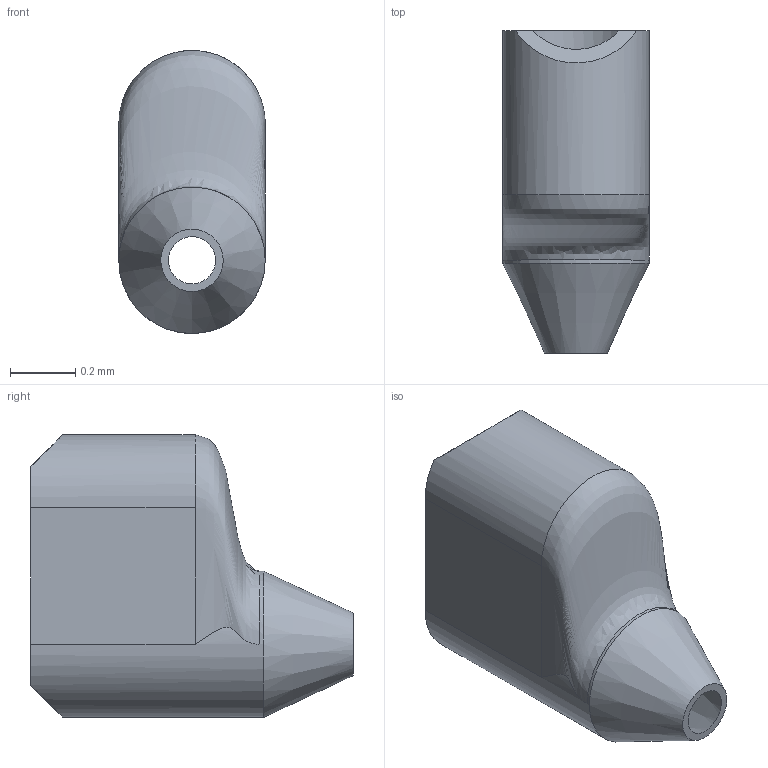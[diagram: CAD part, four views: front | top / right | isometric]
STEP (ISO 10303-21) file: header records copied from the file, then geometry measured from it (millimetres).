
FILE_DESCRIPTION(/* description */ (''),/* implementation_level */ '2;1');
FILE_NAME(/* name */ 'GDVN JK MV 180 145 180 71.stp',/* time_stamp */ '2023-05-30T15:00:09+02:00',/* author */ ('vakilim'),/* organization */ (''),/* preprocessor_version */ 'ST-DEVELOPER v19.2',/* originating_system */ 'Autodesk Inventor 2023',/* authorisation */ '');
FILE_SCHEMA (('AUTOMOTIVE_DESIGN { 1 0 10303 214 3 1 1 }'));
Length unit declared in the file: millimetre
Products named in the file (1): GDVN JK MV 180 145 180 71
Bounding box: 0.45 x 0.99 x 0.87 mm (x, y, z)
Volume: 0.1 mm3; surface area: 4.3 mm2
Topology: 1 solids, 1 shells, 66 faces, 202 edges, 131 vertices
Faces by surface type: plane 23, bspline 21, cylinder 18, cone 3, torus 1
Full cylindrical faces by diameter (mm): 0.18 x1, 0.2 x1, 0.22 x1, 0.35 x1, 0.366 x2, 0.45 x1
Entity records: 4920 total; most frequent: CARTESIAN_POINT 3203, ORIENTED_EDGE 404, DIRECTION 299, EDGE_CURVE 202, VERTEX_POINT 131, AXIS2_PLACEMENT_3D 121, B_SPLINE_CURVE_WITH_KNOTS 70, EDGE_LOOP 69
